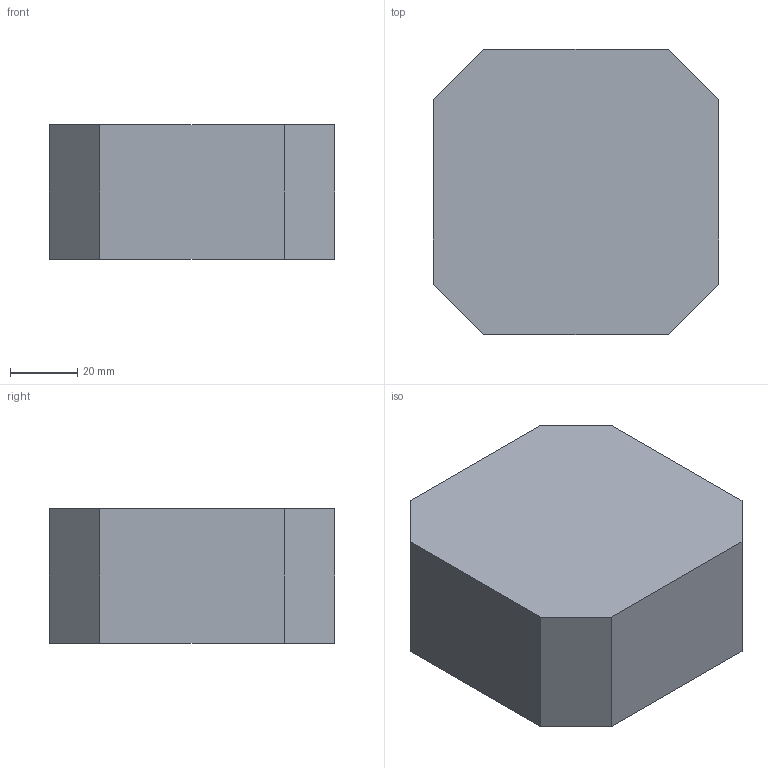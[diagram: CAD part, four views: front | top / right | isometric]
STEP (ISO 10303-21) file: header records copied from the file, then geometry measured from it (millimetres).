
FILE_DESCRIPTION(('FreeCAD Model'),'2;1');
FILE_NAME('Open CASCADE Shape Model','2024-06-07T08:32:39',('Author'),( ''),'Open CASCADE STEP processor 7.7','FreeCAD','Unknown');
FILE_SCHEMA(('AUTOMOTIVE_DESIGN { 1 0 10303 214 1 1 1 1 }'));
Length unit declared in the file: millimetre
Products named in the file (1): Body001
Bounding box: 85 x 85 x 40 mm (x, y, z)
Volume: 271000 mm3; surface area: 25744.1 mm2
Topology: 1 solids, 1 shells, 10 faces, 24 edges, 16 vertices
Faces by surface type: plane 8, bspline 2
Entity records: 334 total; most frequent: CARTESIAN_POINT 81, ORIENTED_EDGE 48, DIRECTION 42, EDGE_CURVE 24, LINE 24, VECTOR 24, VERTEX_POINT 16, ADVANCED_FACE 10
